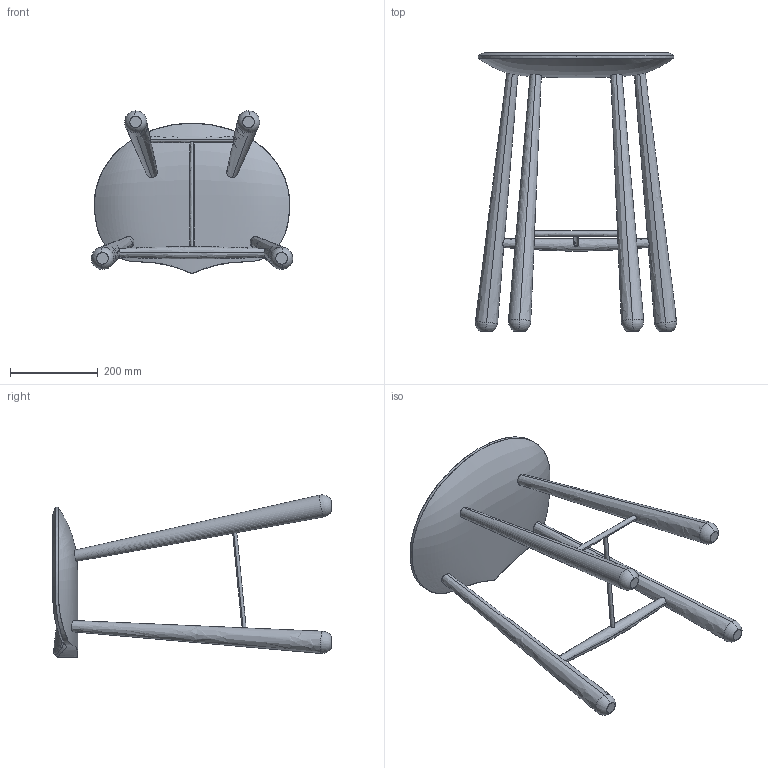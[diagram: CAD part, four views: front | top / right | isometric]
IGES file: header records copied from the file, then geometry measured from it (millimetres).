
Start section: SolidWorks IGES file using analytic representation for surfaces
Global section: file name: Counter Stool_KZ_IGES.IGS; native system: SolidWorks 2021; preprocessor: SolidWorks 2021; author: juliamiller; date: 210409.151449; units: millimetre
Bounding box: 458.51 x 635.03 x 369.5 mm (x, y, z)
Surface area: 599135.4 mm2 (no closed solid volume)
Topology: 0 solids, 0 shells, 89 faces, 1796 edges, 1792 vertices
Faces by surface type: bspline 54, revolution 35
